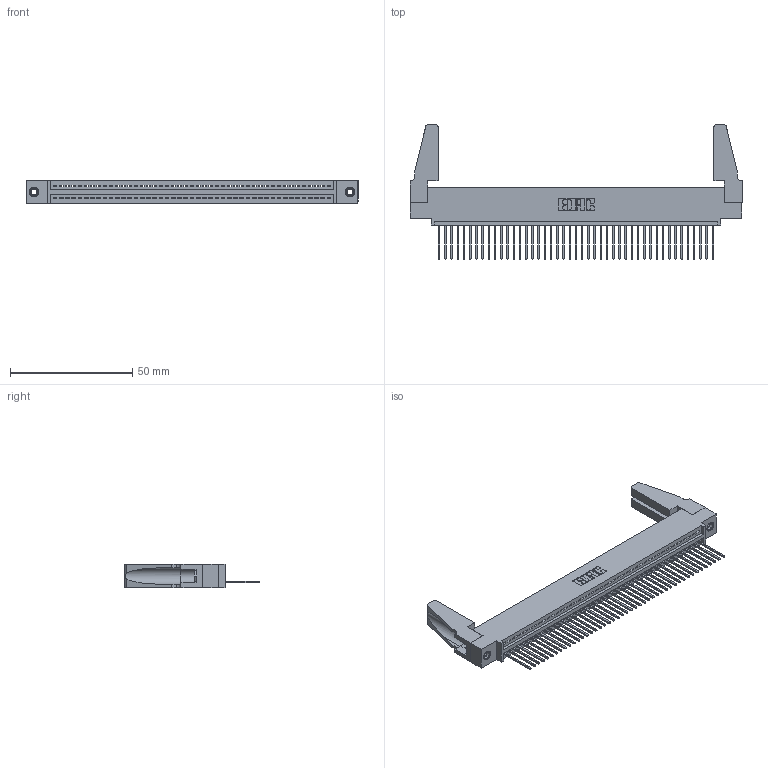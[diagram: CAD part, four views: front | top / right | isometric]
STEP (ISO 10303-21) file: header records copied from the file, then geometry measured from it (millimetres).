
FILE_DESCRIPTION (( 'STEP AP203' ), '1' );
FILE_NAME ('395-045-540-488.STEP', '2019-10-22T18:40:55', ( '' ), ( '' ), 'SwSTEP 2.0', 'SolidWorks 2016', '' );
FILE_SCHEMA (( 'CONFIG_CONTROL_DESIGN' ));
Length unit declared in the file: inch
Products named in the file (5): 345 Part_0.110 Offset - 0.156 Dia-TH; 345-220-078_345-220-088; 345-292-001_345-293-140; 345-250-001_345-250-001-102; 395-045-540-488
Assembly tree (50 placements, depth 2):
  395-045-540-488
    345 Part_0.110 Offset - 0.156 Dia-TH
    345-292-001_345-293-140  x45
    345-250-001_345-250-001-102  x2
    345-220-078_345-220-088  x2
Bounding box: 135.53 x 54.79 x 9.4 mm (x, y, z)
Volume: 16137.8 mm3; surface area: 20813.8 mm2
Topology: 50 solids, 50 shells, 2864 faces, 8587 edges, 5654 vertices
Faces by surface type: plane 1956, cylinder 892, cone 12, torus 4
Entity records: 35762 total; most frequent: CARTESIAN_POINT 6185, ORIENTED_EDGE 6124, DIRECTION 5404, EDGE_CURVE 3062, LINE 2708, VECTOR 2708, VERTEX_POINT 2034, AXIS2_PLACEMENT_3D 1348
